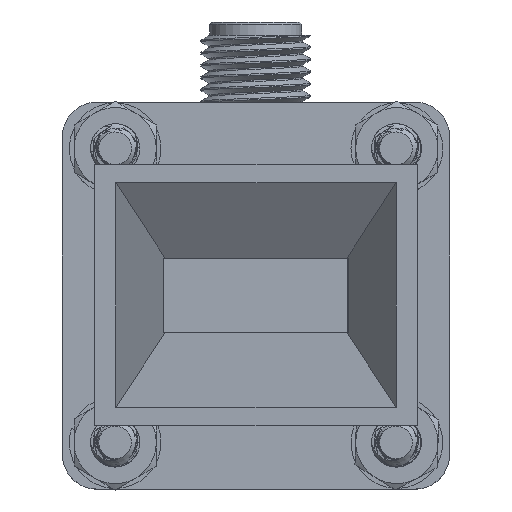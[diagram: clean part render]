
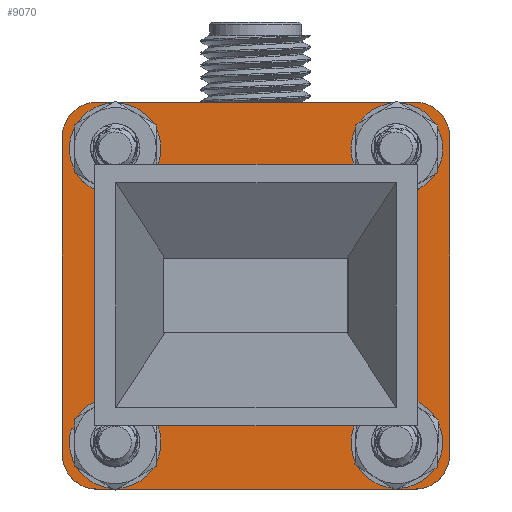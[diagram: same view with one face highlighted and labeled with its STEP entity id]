
A CAD part, top view. The second image highlights one B-rep face of the part: STEP entity #9070.
In plain terms, the highlighted planar face has unit normal (0, 0, 1).
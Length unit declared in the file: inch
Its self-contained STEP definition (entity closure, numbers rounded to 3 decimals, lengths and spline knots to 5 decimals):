
#137 = EDGE_LOOP ( 'NONE', ( #9247 ) ) ;
#142 = ORIENTED_EDGE ( 'NONE', *, *, #20732, .T. ) ;
#368 = EDGE_LOOP ( 'NONE', ( #142 ) ) ;
#545 = EDGE_CURVE ( 'NONE', #2108, #9180, #21931, .T. ) ;
#620 = AXIS2_PLACEMENT_3D ( 'NONE', #8650, #15464, #14117 ) ;
#701 = ORIENTED_EDGE ( 'NONE', *, *, #9376, .F. ) ;
#723 = CARTESIAN_POINT ( 'NONE',  ( -0.44094, 0.26906, 1.69036 ) ) ;
#743 = CARTESIAN_POINT ( 'NONE',  ( -0.14406, 0.26906, 1.69036 ) ) ;
#836 = VECTOR ( 'NONE', #950, 39.37008 ) ;
#865 = LINE ( 'NONE', #7585, #13230 ) ;
#900 = CARTESIAN_POINT ( 'NONE',  ( -0.3622, -0.44094, 1.69036 ) ) ;
#950 = DIRECTION ( 'NONE',  ( 0., 1., 0. ) ) ;
#1088 = EDGE_CURVE ( 'NONE', #15463, #17717, #14674, .T. ) ;
#1216 = CARTESIAN_POINT ( 'NONE',  ( 0.3622, -0.3622, 1.69036 ) ) ;
#1310 = CARTESIAN_POINT ( 'NONE',  ( 0.14406, -0.26906, 1.69036 ) ) ;
#1418 = EDGE_LOOP ( 'NONE', ( #701, #22002, #4638, #16691, #13772, #8330, #13142, #10717 ) ) ;
#1438 = VECTOR ( 'NONE', #4229, 39.37008 ) ;
#1542 = PLANE ( 'NONE',  #1550 ) ;
#1550 = AXIS2_PLACEMENT_3D ( 'NONE', #21671, #22006, #11512 ) ;
#1705 = CARTESIAN_POINT ( 'NONE',  ( -0.40748, 0.32087, 1.69036 ) ) ;
#1868 = CARTESIAN_POINT ( 'NONE',  ( 0.14406, -0.26906, 1.69036 ) ) ;
#1886 = VECTOR ( 'NONE', #21961, 39.37008 ) ;
#1956 = VERTEX_POINT ( 'NONE', #3556 ) ;
#2108 = VERTEX_POINT ( 'NONE', #3136 ) ;
#2327 = EDGE_CURVE ( 'NONE', #13932, #17717, #865, .T. ) ;
#2428 = EDGE_CURVE ( 'NONE', #7349, #11830, #21336, .T. ) ;
#2563 = CIRCLE ( 'NONE', #15066, 0.07283 ) ;
#2568 = CARTESIAN_POINT ( 'NONE',  ( -0.3622, -0.3622, 1.69036 ) ) ;
#2627 = ORIENTED_EDGE ( 'NONE', *, *, #2428, .T. ) ;
#3113 = CARTESIAN_POINT ( 'NONE',  ( 0.44094, -0.3622, 1.69036 ) ) ;
#3122 = EDGE_CURVE ( 'NONE', #22062, #22062, #10439, .T. ) ;
#3136 = CARTESIAN_POINT ( 'NONE',  ( 0.44094, 0.3622, 1.69036 ) ) ;
#3455 = FACE_OUTER_BOUND ( 'NONE', #1418, .T. ) ;
#3554 = LINE ( 'NONE', #1868, #16964 ) ;
#3556 = CARTESIAN_POINT ( 'NONE',  ( 0.14406, 0.26906, 1.69036 ) ) ;
#4229 = DIRECTION ( 'NONE',  ( 0., 1., 0. ) ) ;
#4254 = VERTEX_POINT ( 'NONE', #16802 ) ;
#4333 = ORIENTED_EDGE ( 'NONE', *, *, #13881, .T. ) ;
#4638 = ORIENTED_EDGE ( 'NONE', *, *, #2327, .F. ) ;
#4679 = FACE_BOUND ( 'NONE', #368, .T. ) ;
#4995 = VECTOR ( 'NONE', #20498, 39.37008 ) ;
#5083 = EDGE_CURVE ( 'NONE', #9195, #4254, #12655, .T. ) ;
#5153 = CARTESIAN_POINT ( 'NONE',  ( 0.44094, -0.26906, 1.69036 ) ) ;
#5259 = DIRECTION ( 'NONE',  ( 0., 0., 1. ) ) ;
#5349 = EDGE_CURVE ( 'NONE', #1956, #13036, #3554, .T. ) ;
#5442 = EDGE_CURVE ( 'NONE', #17045, #17045, #7290, .T. ) ;
#5700 = DIRECTION ( 'NONE',  ( 0., 0., 1. ) ) ;
#5730 = AXIS2_PLACEMENT_3D ( 'NONE', #2568, #5700, #7497 ) ;
#5827 = CARTESIAN_POINT ( 'NONE',  ( 0.26181, -0.32087, 1.69036 ) ) ;
#6596 = AXIS2_PLACEMENT_3D ( 'NONE', #7332, #10699, #6899 ) ;
#6718 = CIRCLE ( 'NONE', #14929, 0.07874 ) ;
#6742 = EDGE_CURVE ( 'NONE', #11830, #1956, #13023, .T. ) ;
#6747 = CARTESIAN_POINT ( 'NONE',  ( -0.40748, -0.32087, 1.69036 ) ) ;
#6814 = EDGE_CURVE ( 'NONE', #9195, #10187, #15136, .T. ) ;
#6899 = DIRECTION ( 'NONE',  ( -1., 0., 0. ) ) ;
#7176 = CARTESIAN_POINT ( 'NONE',  ( 0.26181, 0.32087, 1.69036 ) ) ;
#7290 = CIRCLE ( 'NONE', #6596, 0.07283 ) ;
#7332 = CARTESIAN_POINT ( 'NONE',  ( -0.33465, 0.32087, 1.69036 ) ) ;
#7349 = VERTEX_POINT ( 'NONE', #7842 ) ;
#7497 = DIRECTION ( 'NONE',  ( -1., 0., 0. ) ) ;
#7585 = CARTESIAN_POINT ( 'NONE',  ( -0.44094, -0.44094, 1.69036 ) ) ;
#7649 = CARTESIAN_POINT ( 'NONE',  ( -0.44094, -0.26906, 1.69036 ) ) ;
#7842 = CARTESIAN_POINT ( 'NONE',  ( -0.14406, -0.26906, 1.69036 ) ) ;
#7999 = EDGE_LOOP ( 'NONE', ( #20014 ) ) ;
#8002 = ORIENTED_EDGE ( 'NONE', *, *, #5349, .T. ) ;
#8095 = CARTESIAN_POINT ( 'NONE',  ( -0.44094, -0.3622, 1.69036 ) ) ;
#8262 = DIRECTION ( 'NONE',  ( -1., 0., 0. ) ) ;
#8330 = ORIENTED_EDGE ( 'NONE', *, *, #16629, .T. ) ;
#8384 = FACE_BOUND ( 'NONE', #7999, .T. ) ;
#8650 = CARTESIAN_POINT ( 'NONE',  ( 0.33465, 0.32087, 1.69036 ) ) ;
#8849 = CIRCLE ( 'NONE', #620, 0.07283 ) ;
#9065 = DIRECTION ( 'NONE',  ( -1., 0., 0. ) ) ;
#9070 = ADVANCED_FACE ( 'NONE', ( #4679, #8384, #10052, #11956, #18791, #3455 ), #1542, .F. ) ;
#9180 = VERTEX_POINT ( 'NONE', #3113 ) ;
#9195 = VERTEX_POINT ( 'NONE', #9933 ) ;
#9247 = ORIENTED_EDGE ( 'NONE', *, *, #12978, .T. ) ;
#9315 = LINE ( 'NONE', #7649, #14382 ) ;
#9376 = EDGE_CURVE ( 'NONE', #15463, #4254, #12607, .T. ) ;
#9420 = ORIENTED_EDGE ( 'NONE', *, *, #6742, .T. ) ;
#9699 = DIRECTION ( 'NONE',  ( 0., 0., 1. ) ) ;
#9823 = VECTOR ( 'NONE', #13364, 39.37008 ) ;
#9933 = CARTESIAN_POINT ( 'NONE',  ( -0.3622, 0.44094, 1.69036 ) ) ;
#10052 = FACE_BOUND ( 'NONE', #11923, .T. ) ;
#10187 = VERTEX_POINT ( 'NONE', #12015 ) ;
#10439 = CIRCLE ( 'NONE', #13338, 0.07283 ) ;
#10699 = DIRECTION ( 'NONE',  ( 0., 0., -1. ) ) ;
#10717 = ORIENTED_EDGE ( 'NONE', *, *, #5083, .T. ) ;
#10845 = DIRECTION ( 'NONE',  ( 0., 0., -1. ) ) ;
#11270 = CARTESIAN_POINT ( 'NONE',  ( -0.3622, 0.3622, 1.69036 ) ) ;
#11275 = DIRECTION ( 'NONE',  ( -1., 0., 0. ) ) ;
#11512 = DIRECTION ( 'NONE',  ( -1., 0., 0. ) ) ;
#11518 = DIRECTION ( 'NONE',  ( -1., 0., 0. ) ) ;
#11726 = DIRECTION ( 'NONE',  ( 0., 0., -1. ) ) ;
#11830 = VERTEX_POINT ( 'NONE', #21369 ) ;
#11923 = EDGE_LOOP ( 'NONE', ( #18180 ) ) ;
#11956 = FACE_BOUND ( 'NONE', #137, .T. ) ;
#12015 = CARTESIAN_POINT ( 'NONE',  ( 0.3622, 0.44094, 1.69036 ) ) ;
#12048 = DIRECTION ( 'NONE',  ( 0., 0., 1. ) ) ;
#12482 = DIRECTION ( 'NONE',  ( 0., -1., 0. ) ) ;
#12607 = LINE ( 'NONE', #723, #836 ) ;
#12655 = CIRCLE ( 'NONE', #19456, 0.07874 ) ;
#12978 = EDGE_CURVE ( 'NONE', #21152, #21152, #2563, .T. ) ;
#13023 = LINE ( 'NONE', #21844, #9823 ) ;
#13036 = VERTEX_POINT ( 'NONE', #1310 ) ;
#13142 = ORIENTED_EDGE ( 'NONE', *, *, #6814, .F. ) ;
#13230 = VECTOR ( 'NONE', #11275, 39.37008 ) ;
#13338 = AXIS2_PLACEMENT_3D ( 'NONE', #21562, #10845, #21339 ) ;
#13364 = DIRECTION ( 'NONE',  ( 1., 0., 0. ) ) ;
#13772 = ORIENTED_EDGE ( 'NONE', *, *, #545, .F. ) ;
#13881 = EDGE_CURVE ( 'NONE', #13036, #7349, #9315, .T. ) ;
#13932 = VERTEX_POINT ( 'NONE', #20866 ) ;
#14117 = DIRECTION ( 'NONE',  ( -1., 0., 0. ) ) ;
#14382 = VECTOR ( 'NONE', #19404, 39.37008 ) ;
#14674 = CIRCLE ( 'NONE', #5730, 0.07874 ) ;
#14910 = CARTESIAN_POINT ( 'NONE',  ( 0.14406, 0.44094, 1.69036 ) ) ;
#14929 = AXIS2_PLACEMENT_3D ( 'NONE', #17452, #5259, #9065 ) ;
#15066 = AXIS2_PLACEMENT_3D ( 'NONE', #21560, #11726, #8262 ) ;
#15136 = LINE ( 'NONE', #14910, #1886 ) ;
#15463 = VERTEX_POINT ( 'NONE', #8095 ) ;
#15464 = DIRECTION ( 'NONE',  ( 0., 0., -1. ) ) ;
#16006 = CIRCLE ( 'NONE', #18895, 0.07874 ) ;
#16623 = EDGE_LOOP ( 'NONE', ( #4333, #2627, #9420, #8002 ) ) ;
#16629 = EDGE_CURVE ( 'NONE', #2108, #10187, #6718, .T. ) ;
#16691 = ORIENTED_EDGE ( 'NONE', *, *, #16949, .T. ) ;
#16802 = CARTESIAN_POINT ( 'NONE',  ( -0.44094, 0.3622, 1.69036 ) ) ;
#16949 = EDGE_CURVE ( 'NONE', #13932, #9180, #16006, .T. ) ;
#16964 = VECTOR ( 'NONE', #12482, 39.37008 ) ;
#17045 = VERTEX_POINT ( 'NONE', #1705 ) ;
#17452 = CARTESIAN_POINT ( 'NONE',  ( 0.3622, 0.3622, 1.69036 ) ) ;
#17717 = VERTEX_POINT ( 'NONE', #900 ) ;
#18180 = ORIENTED_EDGE ( 'NONE', *, *, #3122, .T. ) ;
#18791 = FACE_BOUND ( 'NONE', #16623, .T. ) ;
#18895 = AXIS2_PLACEMENT_3D ( 'NONE', #1216, #12048, #11518 ) ;
#19404 = DIRECTION ( 'NONE',  ( -1., 0., 0. ) ) ;
#19456 = AXIS2_PLACEMENT_3D ( 'NONE', #11270, #9699, #21333 ) ;
#20014 = ORIENTED_EDGE ( 'NONE', *, *, #5442, .T. ) ;
#20498 = DIRECTION ( 'NONE',  ( 0., -1., 0. ) ) ;
#20732 = EDGE_CURVE ( 'NONE', #20841, #20841, #8849, .T. ) ;
#20841 = VERTEX_POINT ( 'NONE', #7176 ) ;
#20866 = CARTESIAN_POINT ( 'NONE',  ( 0.3622, -0.44094, 1.69036 ) ) ;
#21152 = VERTEX_POINT ( 'NONE', #5827 ) ;
#21333 = DIRECTION ( 'NONE',  ( -1., 0., 0. ) ) ;
#21336 = LINE ( 'NONE', #743, #1438 ) ;
#21339 = DIRECTION ( 'NONE',  ( -1., 0., 0. ) ) ;
#21369 = CARTESIAN_POINT ( 'NONE',  ( -0.14406, 0.26906, 1.69036 ) ) ;
#21560 = CARTESIAN_POINT ( 'NONE',  ( 0.33465, -0.32087, 1.69036 ) ) ;
#21562 = CARTESIAN_POINT ( 'NONE',  ( -0.33465, -0.32087, 1.69036 ) ) ;
#21671 = CARTESIAN_POINT ( 'NONE',  ( -0.44094, 0.26906, 1.69036 ) ) ;
#21844 = CARTESIAN_POINT ( 'NONE',  ( 0.14406, 0.26906, 1.69036 ) ) ;
#21931 = LINE ( 'NONE', #5153, #4995 ) ;
#21961 = DIRECTION ( 'NONE',  ( 1., 0., 0. ) ) ;
#22002 = ORIENTED_EDGE ( 'NONE', *, *, #1088, .T. ) ;
#22006 = DIRECTION ( 'NONE',  ( 0., 0., -1. ) ) ;
#22062 = VERTEX_POINT ( 'NONE', #6747 ) ;
